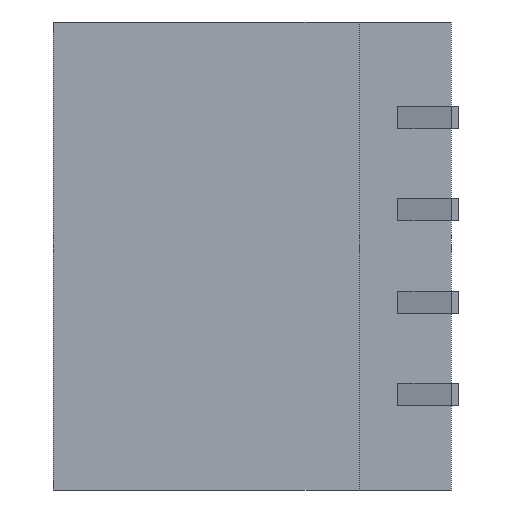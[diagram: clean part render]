
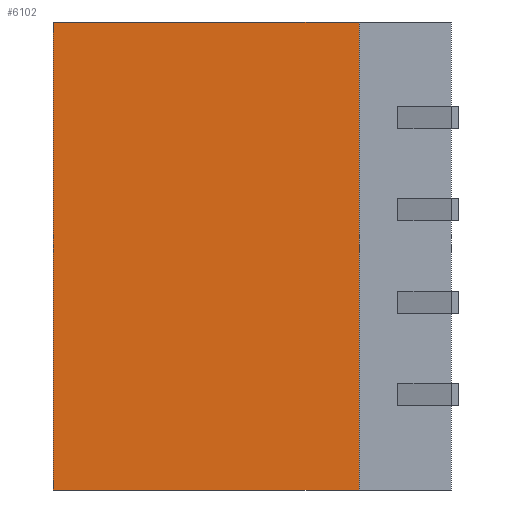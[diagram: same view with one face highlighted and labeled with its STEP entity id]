
A CAD part, left-side view. The second image highlights one B-rep face of the part: STEP entity #6102.
In plain terms, the highlighted planar face has unit normal (1, 0, 0).
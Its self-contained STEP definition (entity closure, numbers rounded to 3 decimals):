
#2612 = CARTESIAN_POINT ( 'NONE',  ( -5.25, 10.8, -6.35 ) ) ;
#3188 = CARTESIAN_POINT ( 'NONE',  ( -5.25, 10.8, 6.35 ) ) ;
#3371 = LINE ( 'NONE', #5204, #5647 ) ;
#4727 = EDGE_CURVE ( 'NONE', #21015, #10926, #19080, .T. ) ;
#5204 = CARTESIAN_POINT ( 'NONE',  ( -5.25, 10.8, -6.35 ) ) ;
#5647 = VECTOR ( 'NONE', #18584, 1000. ) ;
#6102 = ADVANCED_FACE ( 'NONE', ( #17144 ), #14732, .T. ) ;
#8257 = CARTESIAN_POINT ( 'NONE',  ( -5.25, 10.8, 6.35 ) ) ;
#8473 = DIRECTION ( 'NONE',  ( 1., 0., 0. ) ) ;
#8916 = ORIENTED_EDGE ( 'NONE', *, *, #11290, .T. ) ;
#9043 = ORIENTED_EDGE ( 'NONE', *, *, #20196, .F. ) ;
#9715 = ORIENTED_EDGE ( 'NONE', *, *, #19150, .T. ) ;
#10523 = AXIS2_PLACEMENT_3D ( 'NONE', #2612, #8473, #19445 ) ;
#10723 = LINE ( 'NONE', #11135, #11714 ) ;
#10926 = VERTEX_POINT ( 'NONE', #3188 ) ;
#11135 = CARTESIAN_POINT ( 'NONE',  ( -5.25, 2.501, -6.35 ) ) ;
#11290 = EDGE_CURVE ( 'NONE', #18161, #10926, #17186, .T. ) ;
#11387 = ORIENTED_EDGE ( 'NONE', *, *, #4727, .F. ) ;
#11714 = VECTOR ( 'NONE', #25980, 1000. ) ;
#13493 = DIRECTION ( 'NONE',  ( 0., 0., 1. ) ) ;
#14514 = VECTOR ( 'NONE', #27659, 1000. ) ;
#14732 = PLANE ( 'NONE',  #10523 ) ;
#15019 = VERTEX_POINT ( 'NONE', #25053 ) ;
#15985 = EDGE_LOOP ( 'NONE', ( #9043, #9715, #8916, #11387 ) ) ;
#17144 = FACE_OUTER_BOUND ( 'NONE', #15985, .T. ) ;
#17186 = LINE ( 'NONE', #24048, #25469 ) ;
#18161 = VERTEX_POINT ( 'NONE', #26638 ) ;
#18584 = DIRECTION ( 'NONE',  ( 0., 1., 0. ) ) ;
#19080 = LINE ( 'NONE', #8257, #14514 ) ;
#19150 = EDGE_CURVE ( 'NONE', #15019, #18161, #3371, .T. ) ;
#19445 = DIRECTION ( 'NONE',  ( 0., 0., -1. ) ) ;
#20196 = EDGE_CURVE ( 'NONE', #15019, #21015, #10723, .T. ) ;
#21015 = VERTEX_POINT ( 'NONE', #26133 ) ;
#24048 = CARTESIAN_POINT ( 'NONE',  ( -5.25, 10.8, -6.35 ) ) ;
#25053 = CARTESIAN_POINT ( 'NONE',  ( -5.25, 2.501, -6.35 ) ) ;
#25469 = VECTOR ( 'NONE', #13493, 1000. ) ;
#25980 = DIRECTION ( 'NONE',  ( 0., 0., 1. ) ) ;
#26133 = CARTESIAN_POINT ( 'NONE',  ( -5.25, 2.501, 6.35 ) ) ;
#26638 = CARTESIAN_POINT ( 'NONE',  ( -5.25, 10.8, -6.35 ) ) ;
#27659 = DIRECTION ( 'NONE',  ( 0., 1., 0. ) ) ;
